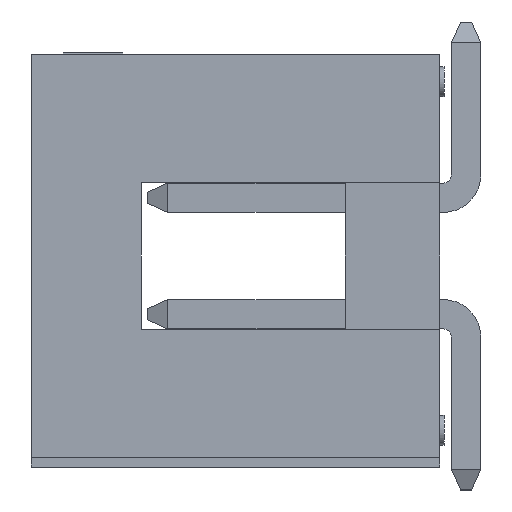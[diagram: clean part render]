
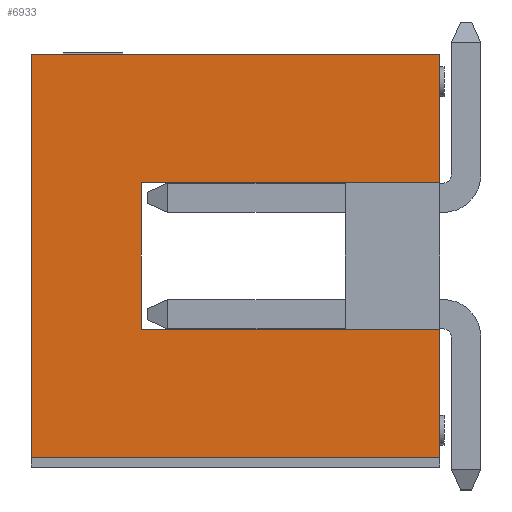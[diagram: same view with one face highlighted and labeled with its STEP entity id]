
A CAD part, left-side view. The second image highlights one B-rep face of the part: STEP entity #6933.
In plain terms, the highlighted planar face has unit normal (-1, 0, 0).
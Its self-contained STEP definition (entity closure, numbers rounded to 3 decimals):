
#38 = EDGE_CURVE ( 'NONE', #6929, #1198, #6112, .T. ) ;
#112 = VECTOR ( 'NONE', #1130, 1000. ) ;
#226 = CARTESIAN_POINT ( 'NONE',  ( -10.16, 0., -1.6 ) ) ;
#269 = ORIENTED_EDGE ( 'NONE', *, *, #1781, .T. ) ;
#752 = VECTOR ( 'NONE', #6009, 1000. ) ;
#991 = VECTOR ( 'NONE', #5890, 1000. ) ;
#1118 = ORIENTED_EDGE ( 'NONE', *, *, #6333, .T. ) ;
#1130 = DIRECTION ( 'NONE',  ( 0., 0., 1. ) ) ;
#1198 = VERTEX_POINT ( 'NONE', #1459 ) ;
#1276 = CARTESIAN_POINT ( 'NONE',  ( -10.16, 8.9, -4.4 ) ) ;
#1450 = VECTOR ( 'NONE', #2573, 1000. ) ;
#1459 = CARTESIAN_POINT ( 'NONE',  ( -10.16, 6.5, 1.6 ) ) ;
#1781 = EDGE_CURVE ( 'NONE', #5167, #5111, #5080, .T. ) ;
#1913 = ORIENTED_EDGE ( 'NONE', *, *, #5797, .T. ) ;
#2104 = DIRECTION ( 'NONE',  ( 0., -1., 0. ) ) ;
#2241 = DIRECTION ( 'NONE',  ( -1., 0., 0. ) ) ;
#2274 = VECTOR ( 'NONE', #2863, 1000. ) ;
#2355 = VERTEX_POINT ( 'NONE', #5070 ) ;
#2447 = ORIENTED_EDGE ( 'NONE', *, *, #6702, .T. ) ;
#2573 = DIRECTION ( 'NONE',  ( 0., 0., 1. ) ) ;
#2634 = LINE ( 'NONE', #6523, #2274 ) ;
#2659 = EDGE_LOOP ( 'NONE', ( #1913, #4267, #4007, #2937, #2447, #7342, #1118, #269 ) ) ;
#2729 = VECTOR ( 'NONE', #4400, 1000. ) ;
#2801 = CARTESIAN_POINT ( 'NONE',  ( -10.16, 6.5, -1.6 ) ) ;
#2826 = DIRECTION ( 'NONE',  ( 0., 0., 1. ) ) ;
#2863 = DIRECTION ( 'NONE',  ( 0., 0., 1. ) ) ;
#2937 = ORIENTED_EDGE ( 'NONE', *, *, #7481, .T. ) ;
#2974 = LINE ( 'NONE', #4928, #1450 ) ;
#3008 = CARTESIAN_POINT ( 'NONE',  ( -10.16, 4.45, -1.6 ) ) ;
#3444 = CARTESIAN_POINT ( 'NONE',  ( -10.16, 0., -4.4 ) ) ;
#3677 = LINE ( 'NONE', #7345, #5783 ) ;
#3952 = DIRECTION ( 'NONE',  ( 0., -1., 0. ) ) ;
#4007 = ORIENTED_EDGE ( 'NONE', *, *, #38, .T. ) ;
#4046 = VECTOR ( 'NONE', #3952, 1000. ) ;
#4267 = ORIENTED_EDGE ( 'NONE', *, *, #4512, .T. ) ;
#4400 = DIRECTION ( 'NONE',  ( 0., -1., 0. ) ) ;
#4411 = LINE ( 'NONE', #6453, #991 ) ;
#4496 = PLANE ( 'NONE',  #6298 ) ;
#4512 = EDGE_CURVE ( 'NONE', #7387, #6929, #6125, .T. ) ;
#4928 = CARTESIAN_POINT ( 'NONE',  ( -10.16, 0., -0.1 ) ) ;
#5070 = CARTESIAN_POINT ( 'NONE',  ( -10.16, 0., 1.6 ) ) ;
#5080 = LINE ( 'NONE', #6228, #2729 ) ;
#5111 = VERTEX_POINT ( 'NONE', #3444 ) ;
#5167 = VERTEX_POINT ( 'NONE', #1276 ) ;
#5168 = CARTESIAN_POINT ( 'NONE',  ( -10.16, 6.5, 0. ) ) ;
#5216 = VERTEX_POINT ( 'NONE', #5298 ) ;
#5298 = CARTESIAN_POINT ( 'NONE',  ( -10.16, 0., 4.4 ) ) ;
#5709 = FACE_OUTER_BOUND ( 'NONE', #2659, .T. ) ;
#5783 = VECTOR ( 'NONE', #2104, 1000. ) ;
#5797 = EDGE_CURVE ( 'NONE', #5111, #7387, #2634, .T. ) ;
#5890 = DIRECTION ( 'NONE',  ( 0., 0., -1. ) ) ;
#6009 = DIRECTION ( 'NONE',  ( 0., 1., 0. ) ) ;
#6112 = LINE ( 'NONE', #5168, #112 ) ;
#6125 = LINE ( 'NONE', #3008, #752 ) ;
#6228 = CARTESIAN_POINT ( 'NONE',  ( -10.16, 4.45, -4.4 ) ) ;
#6298 = AXIS2_PLACEMENT_3D ( 'NONE', #6909, #2241, #2826 ) ;
#6333 = EDGE_CURVE ( 'NONE', #7054, #5167, #4411, .T. ) ;
#6453 = CARTESIAN_POINT ( 'NONE',  ( -10.16, 8.9, 0. ) ) ;
#6523 = CARTESIAN_POINT ( 'NONE',  ( -10.16, 0., -0.1 ) ) ;
#6536 = LINE ( 'NONE', #6934, #4046 ) ;
#6702 = EDGE_CURVE ( 'NONE', #2355, #5216, #2974, .T. ) ;
#6840 = EDGE_CURVE ( 'NONE', #7054, #5216, #6536, .T. ) ;
#6909 = CARTESIAN_POINT ( 'NONE',  ( -10.16, -0.178, -4.576 ) ) ;
#6929 = VERTEX_POINT ( 'NONE', #2801 ) ;
#6933 = ADVANCED_FACE ( 'NONE', ( #5709 ), #4496, .T. ) ;
#6934 = CARTESIAN_POINT ( 'NONE',  ( -10.16, 4.45, 4.4 ) ) ;
#7054 = VERTEX_POINT ( 'NONE', #7083 ) ;
#7083 = CARTESIAN_POINT ( 'NONE',  ( -10.16, 8.9, 4.4 ) ) ;
#7342 = ORIENTED_EDGE ( 'NONE', *, *, #6840, .F. ) ;
#7345 = CARTESIAN_POINT ( 'NONE',  ( -10.16, 4.45, 1.6 ) ) ;
#7387 = VERTEX_POINT ( 'NONE', #226 ) ;
#7481 = EDGE_CURVE ( 'NONE', #1198, #2355, #3677, .T. ) ;
